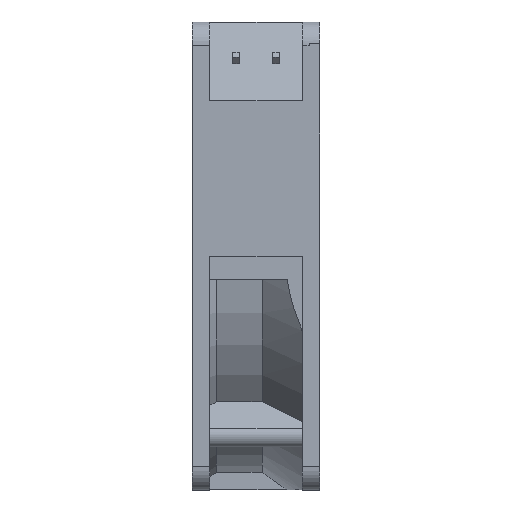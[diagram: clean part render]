
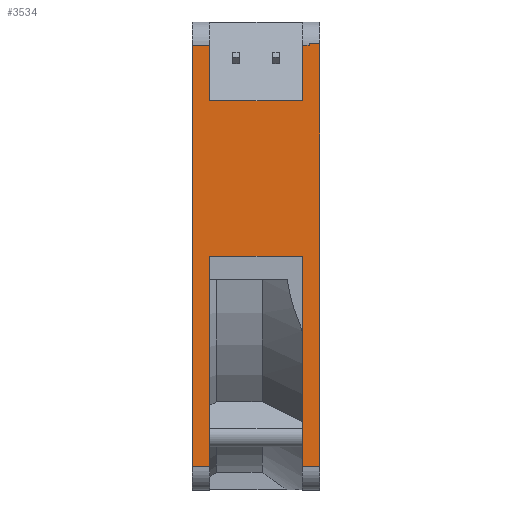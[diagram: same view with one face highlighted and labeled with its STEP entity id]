
A CAD part, left-side view. The second image highlights one B-rep face of the part: STEP entity #3534.
In plain terms, the highlighted planar face has unit normal (-1, 0, 0).
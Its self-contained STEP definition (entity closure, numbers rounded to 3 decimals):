
#2526=CARTESIAN_POINT('POINT174',(-46.,3.4,
   -41.4));
#2527=VERTEX_POINT('VERTEX174',#2526);
#2535=CARTESIAN_POINT('POINT175',(-46.,3.4,
   0.));
#2536=VERTEX_POINT('VERTEX175',#2535);
#2537=CARTESIAN_POINT('POS256',(-46.,3.4,
   24.988));
#2538=DIRECTION('DIR384',(0.,0.,-1.));
#2539=VECTOR('VEC128',#2538,1.);
#2540=LINE('STRAIGHT128',#2537,#2539);
#2541=EDGE_CURVE('EDGE255',#2536,#2527,#2540,.T.);
#2622=CARTESIAN_POINT('POINT182',(-46.,21.6,
   0.));
#2623=VERTEX_POINT('VERTEX182',#2622);
#2624=CARTESIAN_POINT('POS262',(-46.,12.5,
   0.));
#2625=DIRECTION('DIR394',(0.,-1.,0.));
#2626=VECTOR('VEC130',#2625,1.);
#2627=LINE('STRAIGHT130',#2624,#2626);
#2628=EDGE_CURVE('EDGE263',#2623,#2536,#2627,.T.);
#2672=CARTESIAN_POINT('POINT183',(-46.,21.6,-41.4));
#2673=VERTEX_POINT('VERTEX183',#2672);
#2674=CARTESIAN_POINT('POS265',(-46.,21.6,
   0.));
#2675=DIRECTION('DIR398',(0.,0.,-1.));
#2676=VECTOR('VEC132',#2675,1.);
#2677=LINE('STRAIGHT132',#2674,#2676);
#2678=EDGE_CURVE('EDGE265',#2623,#2673,#2677,.T.);
#2717=CARTESIAN_POINT('POINT184',(-46.,25.,-41.4));
#2718=VERTEX_POINT('VERTEX184',#2717);
#2728=CARTESIAN_POINT('POS270',(-46.,21.6,-41.4));
#2729=DIRECTION('DIR406',(0.,1.,0.));
#2730=VECTOR('VEC134',#2729,1.);
#2731=LINE('STRAIGHT134',#2728,#2730);
#2732=EDGE_CURVE('EDGE269',#2673,#2718,#2731,.T.);
#2744=CARTESIAN_POINT('POINT186',(-46.,25.,41.4));
#2745=VERTEX_POINT('VERTEX186',#2744);
#2753=CARTESIAN_POINT('POINT187',(-46.,21.6,41.4));
#2754=VERTEX_POINT('VERTEX187',#2753);
#2755=CARTESIAN_POINT('POS273',(-46.,21.6,41.4));
#2756=DIRECTION('DIR411',(0.,1.,0.));
#2757=VECTOR('VEC135',#2756,1.);
#2758=LINE('STRAIGHT135',#2755,#2757);
#2759=EDGE_CURVE('EDGE271',#2754,#2745,#2758,.T.);
#2786=CARTESIAN_POINT('POINT190',(-46.,21.6,30.48));
#2787=VERTEX_POINT('VERTEX190',#2786);
#2797=EDGE_CURVE('EDGE276',#2754,#2787,#2677,.T.);
#2806=CARTESIAN_POINT('POINT191',(-46.,3.4,
   30.48));
#2807=VERTEX_POINT('VERTEX191',#2806);
#2823=CARTESIAN_POINT('POS280',(-46.,12.5,30.48));
#2824=DIRECTION('DIR420',(0.,1.,0.));
#2825=VECTOR('VEC140',#2824,1.);
#2826=LINE('STRAIGHT140',#2823,#2825);
#2827=EDGE_CURVE('EDGE279',#2807,#2787,#2826,.T.);
#2865=CARTESIAN_POINT('POINT195',(-46.,3.4,
   41.4));
#2866=VERTEX_POINT('VERTEX195',#2865);
#2867=EDGE_CURVE('EDGE282',#2866,#2807,#2540,.T.);
#2885=CARTESIAN_POINT('POINT198',(-46.,2.032,
   41.4));
#2886=VERTEX_POINT('VERTEX198',#2885);
#2894=CARTESIAN_POINT('POINT199',(-46.,2.032,
   41.707));
#2895=VERTEX_POINT('VERTEX199',#2894);
#2896=CARTESIAN_POINT('POS285',(-46.,2.032,
   0.));
#2897=DIRECTION('DIR429',(0.,0.,1.));
#2898=VECTOR('VEC141',#2897,1.);
#2899=LINE('STRAIGHT141',#2896,#2898);
#2900=EDGE_CURVE('EDGE286',#2886,#2895,#2899,.T.);
#2947=CARTESIAN_POINT('POS289',(-46.,25.,
   0.));
#2948=DIRECTION('DIR435',(0.,0.,-1.));
#2949=VECTOR('VEC143',#2948,1.);
#2950=LINE('STRAIGHT143',#2947,#2949);
#2951=EDGE_CURVE('EDGE290',#2745,#2718,#2950,.T.);
#3331=CARTESIAN_POINT('POS323',(-46.,0.,
   41.4));
#3332=DIRECTION('DIR480',(0.,1.,0.));
#3333=VECTOR('VEC166',#3332,1.);
#3334=LINE('STRAIGHT166',#3331,#3333);
#3335=EDGE_CURVE('EDGE332',#2886,#2866,#3334,.T.);
#3478=CARTESIAN_POINT('POINT233',(-46.,0.,
   -41.4));
#3479=VERTEX_POINT('VERTEX233',#3478);
#3487=CARTESIAN_POINT('POS341',(-46.,0.,
   -41.4));
#3488=DIRECTION('DIR507',(0.,1.,0.));
#3489=VECTOR('VEC175',#3488,1.);
#3490=LINE('STRAIGHT175',#3487,#3489);
#3491=EDGE_CURVE('EDGE344',#3479,#2527,#3490,.T.);
#3501=CARTESIAN_POINT('POINT234',(-46.,0.,
   41.707));
#3502=VERTEX_POINT('VERTEX234',#3501);
#3503=CARTESIAN_POINT('POS343',(-46.,0.,
   0.));
#3504=DIRECTION('DIR510',(0.,0.,
   -1.));
#3505=VECTOR('VEC176',#3504,1.);
#3506=LINE('STRAIGHT176',#3503,#3505);
#3507=EDGE_CURVE('EDGE345',#3502,#3479,#3506,.T.);
#3508=ORIENTED_EDGE('COEDGE642',*,*,#3507,.F.);
#3509=CARTESIAN_POINT('POS344',(-46.,1.016,
   41.707));
#3510=DIRECTION('DIR511',(0.,-1.,0.));
#3511=VECTOR('VEC177',#3510,1.);
#3512=LINE('STRAIGHT177',#3509,#3511);
#3513=EDGE_CURVE('EDGE346',#2895,#3502,#3512,.T.);
#3514=ORIENTED_EDGE('COEDGE643',*,*,#3513,.F.);
#3515=ORIENTED_EDGE('COEDGE644',*,*,#2900,.F.);
#3516=ORIENTED_EDGE('COEDGE645',*,*,#3335,.T.);
#3517=ORIENTED_EDGE('COEDGE646',*,*,#2867,.T.);
#3518=ORIENTED_EDGE('COEDGE647',*,*,#2827,.T.);
#3519=ORIENTED_EDGE('COEDGE648',*,*,#2797,.F.);
#3520=ORIENTED_EDGE('COEDGE649',*,*,#2759,.T.);
#3521=ORIENTED_EDGE('COEDGE650',*,*,#2951,.T.);
#3522=ORIENTED_EDGE('COEDGE651',*,*,#2732,.F.);
#3523=ORIENTED_EDGE('COEDGE652',*,*,#2678,.F.);
#3524=ORIENTED_EDGE('COEDGE653',*,*,#2628,.T.);
#3525=ORIENTED_EDGE('COEDGE654',*,*,#2541,.T.);
#3526=ORIENTED_EDGE('COEDGE655',*,*,#3491,.F.);
#3527=EDGE_LOOP('NONE',(#3508,#3514,#3515,#3516,#3517,#3518,#3519,#3520,
   #3521,#3522,#3523,#3524,#3525,#3526));
#3528=FACE_BOUND('LOOP1',#3527,.T.);
#3529=CARTESIAN_POINT('POS345',(-46.,1.016,0.));
#3530=DIRECTION('DIR512',(-1.,0.,0.));
#3531=DIRECTION('DIR513',(0.,1.,0.));
#3532=AXIS2_PLACEMENT_3D('AXIS168',#3529,#3530,#3531);
#3533=PLANE('PLANE56',#3532);
#3534=ADVANCED_FACE('FACE121',(#3528),#3533,.T.);
